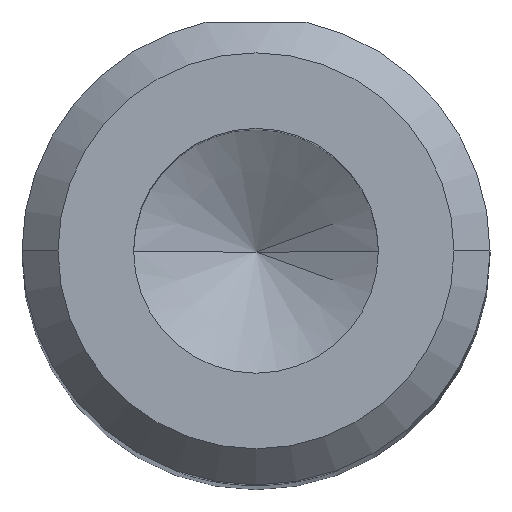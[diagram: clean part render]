
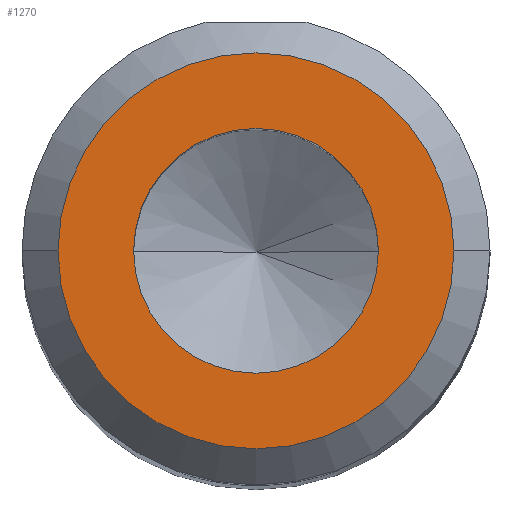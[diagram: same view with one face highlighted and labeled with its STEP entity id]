
A CAD part, top view. The second image highlights one B-rep face of the part: STEP entity #1270.
In plain terms, the highlighted planar face has unit normal (0, 0, 1).
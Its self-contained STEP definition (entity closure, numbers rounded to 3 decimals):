
#32 = DIRECTION ( 'NONE',  ( 1., 0., 0. ) ) ;
#46 = AXIS2_PLACEMENT_3D ( 'NONE', #1225, #617, #32 ) ;
#54 = VERTEX_POINT ( 'NONE', #539 ) ;
#180 = DIRECTION ( 'NONE',  ( 0., 0., 1. ) ) ;
#204 = CARTESIAN_POINT ( 'NONE',  ( 0., 0., 40. ) ) ;
#227 = EDGE_LOOP ( 'NONE', ( #634, #230 ) ) ;
#230 = ORIENTED_EDGE ( 'NONE', *, *, #732, .T. ) ;
#233 = CARTESIAN_POINT ( 'NONE',  ( -5.5, 0., 40. ) ) ;
#266 = ORIENTED_EDGE ( 'NONE', *, *, #820, .F. ) ;
#296 = DIRECTION ( 'NONE',  ( 1., 0., 0. ) ) ;
#303 = FACE_BOUND ( 'NONE', #359, .T. ) ;
#324 = CIRCLE ( 'NONE', #694, 3.4 ) ;
#345 = DIRECTION ( 'NONE',  ( 0., 0., 1. ) ) ;
#352 = CIRCLE ( 'NONE', #506, 5.5 ) ;
#359 = EDGE_LOOP ( 'NONE', ( #438, #266 ) ) ;
#361 = AXIS2_PLACEMENT_3D ( 'NONE', #752, #180, #851 ) ;
#438 = ORIENTED_EDGE ( 'NONE', *, *, #1056, .F. ) ;
#468 = CARTESIAN_POINT ( 'NONE',  ( -3.4, 0., 40. ) ) ;
#506 = AXIS2_PLACEMENT_3D ( 'NONE', #584, #1285, #679 ) ;
#522 = CARTESIAN_POINT ( 'NONE',  ( 5.5, 0., 40. ) ) ;
#539 = CARTESIAN_POINT ( 'NONE',  ( 3.4, 0., 40. ) ) ;
#584 = CARTESIAN_POINT ( 'NONE',  ( 0., 0., 40. ) ) ;
#617 = DIRECTION ( 'NONE',  ( 0., 0., 1. ) ) ;
#634 = ORIENTED_EDGE ( 'NONE', *, *, #1054, .T. ) ;
#679 = DIRECTION ( 'NONE',  ( 1., 0., 0. ) ) ;
#694 = AXIS2_PLACEMENT_3D ( 'NONE', #204, #876, #296 ) ;
#732 = EDGE_CURVE ( 'NONE', #738, #973, #1180, .T. ) ;
#735 = AXIS2_PLACEMENT_3D ( 'NONE', #927, #345, #1035 ) ;
#738 = VERTEX_POINT ( 'NONE', #522 ) ;
#752 = CARTESIAN_POINT ( 'NONE',  ( 0., 0., 40. ) ) ;
#820 = EDGE_CURVE ( 'NONE', #847, #54, #836, .T. ) ;
#836 = CIRCLE ( 'NONE', #361, 3.4 ) ;
#847 = VERTEX_POINT ( 'NONE', #468 ) ;
#851 = DIRECTION ( 'NONE',  ( 1., 0., 0. ) ) ;
#876 = DIRECTION ( 'NONE',  ( 0., 0., 1. ) ) ;
#927 = CARTESIAN_POINT ( 'NONE',  ( 0., 0., 40. ) ) ;
#931 = PLANE ( 'NONE',  #735 ) ;
#973 = VERTEX_POINT ( 'NONE', #233 ) ;
#1035 = DIRECTION ( 'NONE',  ( 1., 0., 0. ) ) ;
#1037 = FACE_OUTER_BOUND ( 'NONE', #227, .T. ) ;
#1054 = EDGE_CURVE ( 'NONE', #973, #738, #352, .T. ) ;
#1056 = EDGE_CURVE ( 'NONE', #54, #847, #324, .T. ) ;
#1180 = CIRCLE ( 'NONE', #46, 5.5 ) ;
#1225 = CARTESIAN_POINT ( 'NONE',  ( 0., 0., 40. ) ) ;
#1270 = ADVANCED_FACE ( 'NONE', ( #1037, #303 ), #931, .T. ) ;
#1285 = DIRECTION ( 'NONE',  ( 0., 0., 1. ) ) ;
